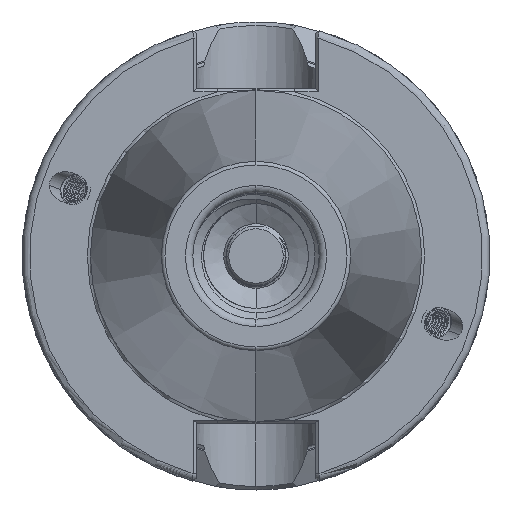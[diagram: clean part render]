
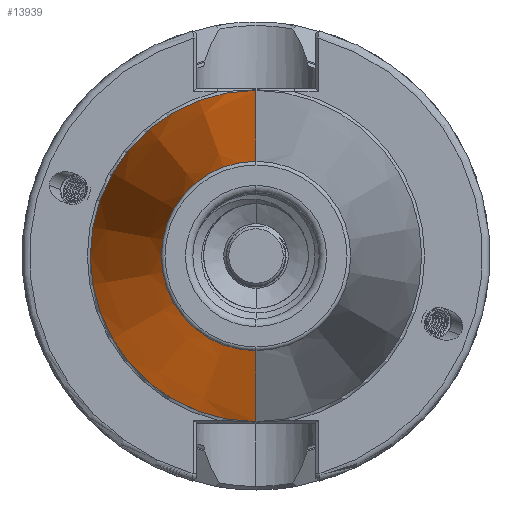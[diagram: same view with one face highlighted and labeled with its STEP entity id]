
A CAD part, left-side view. The second image highlights one B-rep face of the part: STEP entity #13939.
In plain terms, the highlighted conical face has half-angle 8.297 degrees and reference radius 22.298 mm.
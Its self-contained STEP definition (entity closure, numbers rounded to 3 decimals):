
#2728 = AXIS2_PLACEMENT_3D ( 'NONE', #19411, #19424, #19394 ) ;
#2733 = AXIS2_PLACEMENT_3D ( 'NONE', #19025, #19009, #19040 ) ;
#4342 = DIRECTION ( 'NONE',  ( 1., 0., 0. ) ) ;
#4350 = CARTESIAN_POINT ( 'NONE',  ( -1.5, 0., 0. ) ) ;
#4359 = DIRECTION ( 'NONE',  ( 0., 0., -1. ) ) ;
#6932 = ORIENTED_EDGE ( 'NONE', *, *, #13529, .T. ) ;
#6936 = ORIENTED_EDGE ( 'NONE', *, *, #13599, .F. ) ;
#6946 = ORIENTED_EDGE ( 'NONE', *, *, #13548, .F. ) ;
#7867 = CONICAL_SURFACE ( 'NONE', #10350, 22.298, 0.145 ) ;
#7871 = FACE_OUTER_BOUND ( 'NONE', #14619, .T. ) ;
#8391 = CIRCLE ( 'NONE', #2728, 12.75 ) ;
#8424 = CIRCLE ( 'NONE', #2733, 22.298 ) ;
#8447 = VECTOR ( 'NONE', #16129, 1000. ) ;
#8451 = LINE ( 'NONE', #16093, #8447 ) ;
#8468 = VECTOR ( 'NONE', #15657, 1000. ) ;
#8482 = LINE ( 'NONE', #15633, #8468 ) ;
#10350 = AXIS2_PLACEMENT_3D ( 'NONE', #4350, #4342, #4359 ) ;
#11280 = CARTESIAN_POINT ( 'NONE',  ( -1.5, 0., -22.298 ) ) ;
#11296 = CARTESIAN_POINT ( 'NONE',  ( -1.5, 0., 22.298 ) ) ;
#11354 = CARTESIAN_POINT ( 'NONE',  ( -66.972, 0., 12.75 ) ) ;
#11392 = CARTESIAN_POINT ( 'NONE',  ( -66.972, 0., -12.75 ) ) ;
#13529 = EDGE_CURVE ( 'NONE', #15221, #15179, #8391, .T. ) ;
#13548 = EDGE_CURVE ( 'NONE', #15185, #15198, #8424, .T. ) ;
#13589 = EDGE_CURVE ( 'NONE', #15179, #15198, #8451, .T. ) ;
#13599 = EDGE_CURVE ( 'NONE', #15221, #15185, #8482, .T. ) ;
#13939 = ADVANCED_FACE ( 'NONE', ( #7871 ), #7867, .T. ) ;
#14619 = EDGE_LOOP ( 'NONE', ( #6932, #20895, #6946, #6936 ) ) ;
#15179 = VERTEX_POINT ( 'NONE', #11354 ) ;
#15185 = VERTEX_POINT ( 'NONE', #11280 ) ;
#15198 = VERTEX_POINT ( 'NONE', #11296 ) ;
#15221 = VERTEX_POINT ( 'NONE', #11392 ) ;
#15633 = CARTESIAN_POINT ( 'NONE',  ( -1.5, 0., -22.298 ) ) ;
#15657 = DIRECTION ( 'NONE',  ( 0.99, 0., -0.144 ) ) ;
#16093 = CARTESIAN_POINT ( 'NONE',  ( -1.5, 0., 22.298 ) ) ;
#16129 = DIRECTION ( 'NONE',  ( 0.99, 0., 0.144 ) ) ;
#19009 = DIRECTION ( 'NONE',  ( 1., 0., 0. ) ) ;
#19025 = CARTESIAN_POINT ( 'NONE',  ( -1.5, 0., 0. ) ) ;
#19040 = DIRECTION ( 'NONE',  ( 0., 0., -1. ) ) ;
#19394 = DIRECTION ( 'NONE',  ( 0., 0., -1. ) ) ;
#19411 = CARTESIAN_POINT ( 'NONE',  ( -66.972, 0., 0. ) ) ;
#19424 = DIRECTION ( 'NONE',  ( 1., 0., 0. ) ) ;
#20895 = ORIENTED_EDGE ( 'NONE', *, *, #13589, .T. ) ;
